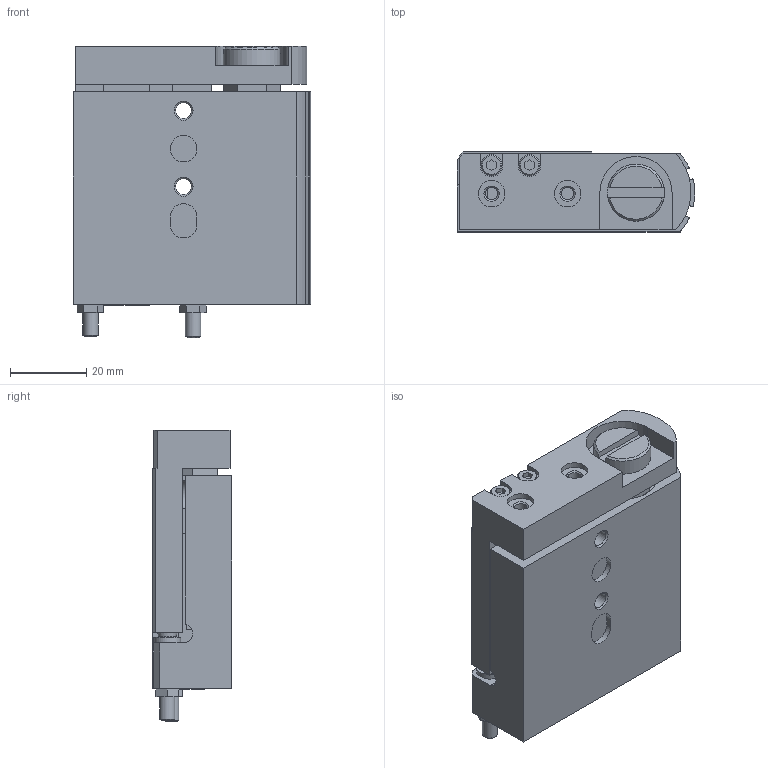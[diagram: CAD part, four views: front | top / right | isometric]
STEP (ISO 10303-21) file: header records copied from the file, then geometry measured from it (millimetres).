
FILE_DESCRIPTION(/* description */ ('STEP AP214'),/* implementation_level */ '2;1');
FILE_NAME(/* name */ '170511_SLF-16-10-P-A',/* time_stamp */ '2024-09-15T06:39:23+02:00',/* author */ ('License CC BY-ND 4.0'),/* organization */ ('CADENAS'),/* preprocessor_version */ 'ST-DEVELOPER v19.3',/* originating_system */ 'PARTsolutions',/* authorisation */ ' ');
FILE_SCHEMA (('AUTOMOTIVE_DESIGN {1 0 10303 214 3 1 1}'));
Length unit declared in the file: millimetre
Products named in the file (3): 170511 SLF-16-10-P-A---(0); 170511 SLF-16-10-P-A_z; 170511 SLF-16-10-P-A_k
Assembly tree (2 placements, depth 2):
  170511 SLF-16-10-P-A---(0)
    170511 SLF-16-10-P-A_z
    170511 SLF-16-10-P-A_k
Bounding box: 62.46 x 21 x 76.8 mm (x, y, z)
Volume: 71078.6 mm3; surface area: 29759.8 mm2
Topology: 2 solids, 4 shells, 318 faces, 803 edges, 508 vertices
Faces by surface type: plane 182, cone 66, cylinder 66, torus 4
Full cylindrical faces by diameter (mm): 2.85 x1, 3.242 x6, 4 x2, 4.134 x4, 5.5 x2, 5.8 x4, 6 x2, 7 x6, 8 x4, 15 x1, 16 x2, 18.2 x1
Entity records: 9178 total; most frequent: CARTESIAN_POINT 1778, DIRECTION 1501, ORIENTED_EDGE 1442, EDGE_CURVE 721, AXIS2_PLACEMENT_3D 540, VERTEX_POINT 492, FACE_BOUND 423, EDGE_LOOP 422
